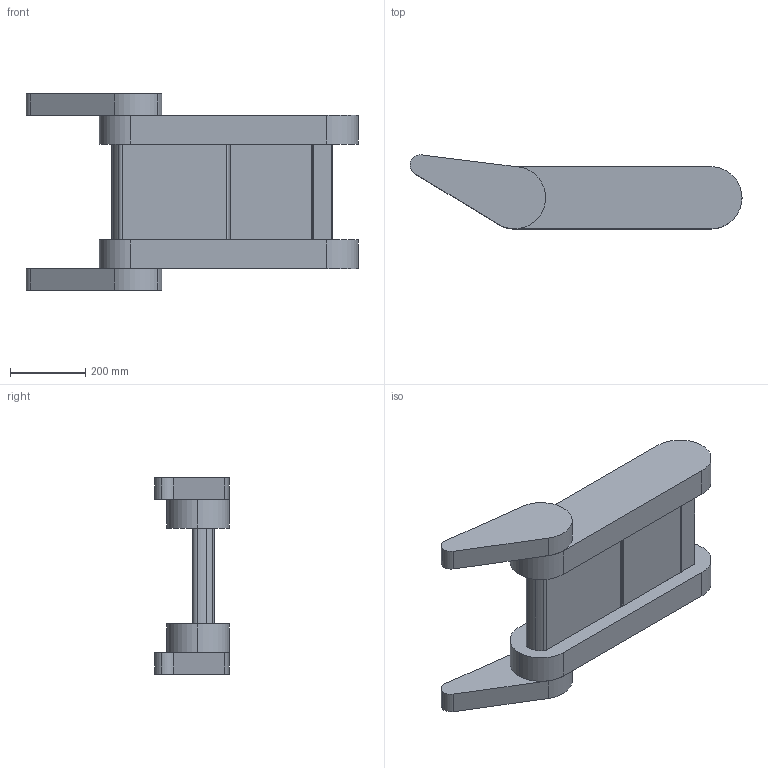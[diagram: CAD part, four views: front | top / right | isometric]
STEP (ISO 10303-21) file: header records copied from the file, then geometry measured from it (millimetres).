
FILE_DESCRIPTION (( 'STEP AP214' ), '1' );
FILE_NAME ('GVR-bot_simplified_tc1.STEP', '2023-01-09T21:31:29', ( '' ), ( '' ), 'SwSTEP 2.0', 'SolidWorks 2022', '' );
FILE_SCHEMA (( 'AUTOMOTIVE_DESIGN' ));
Length unit declared in the file: millimetre
Products named in the file (3): packbot_chassis_1; GVR-bot_simplified_tc1; Articulator Packbot URDF
Assembly tree (3 placements, depth 2):
  GVR-bot_simplified_tc1
    packbot_chassis_1
    Articulator Packbot URDF  x2
Bounding box: 880.22 x 196.35 x 520.7 mm (x, y, z)
Volume: 25948172.3 mm3; surface area: 1258612.5 mm2
Topology: 3 solids, 4 shells, 69 faces, 177 edges, 118 vertices
Faces by surface type: plane 39, cylinder 30
Entity records: 2005 total; most frequent: DIRECTION 345, CARTESIAN_POINT 332, ORIENTED_EDGE 318, EDGE_CURVE 159, AXIS2_PLACEMENT_3D 119, VECTOR 107, LINE 107, VERTEX_POINT 106
